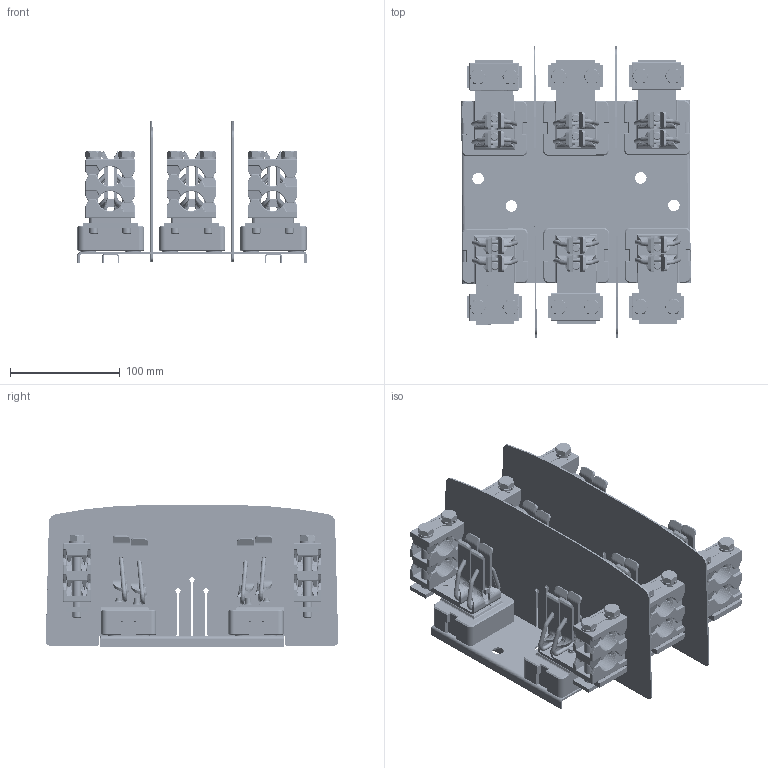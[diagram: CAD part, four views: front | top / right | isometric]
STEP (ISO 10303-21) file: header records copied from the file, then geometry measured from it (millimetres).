
FILE_DESCRIPTION((''),'2;1');
FILE_NAME('123_ASM','2023-10-24T10:27:53',('klemen.sitar'),('Audax d.o.o.'),'CREO PARAMETRIC BY PTC INC, 2021304','CREO PARAMETRIC BY PTC INC, 2021304','');
FILE_SCHEMA(('AP242_MANAGED_MODEL_BASED_3D_ENGINEERING_MIM_LF { 1 0 10303 442 1 1 4 }'));
Products named in the file (38): 0000039231_1_1; BARRIER_1_ASM_1_ASM; 0000032892_AF0_1_1_1_1_1_1_1_2; 0000032892_AF0_1_1_1_2_1_1_1__2; PRT0002_1_1_1_1_1_2; PRT0004; BASE_1_ASM_1_ASM; 0000038658_1_1_1_1_1_1_1_2; 0000038459_1_1_1_1; 0000038462_1_1_1_1; 0000038678_1_1_1_1; 0000032606_1_1_2_3_1_1_1; 70199_KLEMMENTEIL_GR3_1_1_1_1_1; 70219_DRUCKST_X2_00FC_X0_CK_G_2; 57401_KLEMMENUNTERTEIL_1_1_1_1_; 65732_SECHSKANTSCHRAUBE_M8X70_2; 66812_FEDERRING_DIN_127_A8_1__9; WLOGO_1_1_1_1_1; 2P3_TOP_ASM; TOP_1_ASM_1_AF0_ASM; 0000032606_1_1_2_3_1_1; 0000038459_1_1_1; 0000038462_1_1_1; 0000038678_1_1_1; 70199_KLEMMENTEIL_GR3_1_1_1_1; 70219_DRUCKST_X2_00FC_X0_CK_G_1; 57401_KLEMMENUNTERTEIL_1_1_1_1; 65732_SECHSKANTSCHRAUBE_M8X70_1; 66812_FEDERRING_DIN_127_A8_1__8; WLOGO_1_1_1_1; 2P3_BOT_ASM; BOT_1_ASM_1_ASM; COMBO_ASM_1_AF0_ASM; TOP_1_ASM_1_AF2_ASM; COMBO_ASM_1_AF2_ASM; TOP_1_ASM_1_AF1_ASM; COMBO_ASM_1_AF1_ASM; 123_ASM
Assembly tree (65 placements, depth 5):
  123_ASM
    BARRIER_1_ASM_1_ASM
      0000039231_1_1  x2
    BASE_1_ASM_1_ASM
      0000032892_AF0_1_1_1_1_1_1_1_2
      0000032892_AF0_1_1_1_2_1_1_1__2
      PRT0002_1_1_1_1_1_2
      PRT0004
    COMBO_ASM_1_AF0_ASM
      TOP_1_ASM_1_AF0_ASM
        0000038658_1_1_1_1_1_1_1_2
        0000038459_1_1_1_1
        0000038462_1_1_1_1
        0000038678_1_1_1_1  x2
        0000032606_1_1_2_3_1_1_1  x2
        2P3_TOP_ASM
          70199_KLEMMENTEIL_GR3_1_1_1_1_1
          70219_DRUCKST_X2_00FC_X0_CK_G_2
          57401_KLEMMENUNTERTEIL_1_1_1_1_
          65732_SECHSKANTSCHRAUBE_M8X70_2  x2
          66812_FEDERRING_DIN_127_A8_1__9  x2
          WLOGO_1_1_1_1_1
      BOT_1_ASM_1_ASM
        0000038658_1_1_1_1_1_1_1_2
        0000032606_1_1_2_3_1_1  x2
        0000038459_1_1_1
        0000038462_1_1_1
        0000038678_1_1_1  x2
        2P3_BOT_ASM
          70199_KLEMMENTEIL_GR3_1_1_1_1
          70219_DRUCKST_X2_00FC_X0_CK_G_1
          57401_KLEMMENUNTERTEIL_1_1_1_1
          65732_SECHSKANTSCHRAUBE_M8X70_1  x2
          66812_FEDERRING_DIN_127_A8_1__8  x2
          WLOGO_1_1_1_1
    COMBO_ASM_1_AF2_ASM
      TOP_1_ASM_1_AF2_ASM
        0000038658_1_1_1_1_1_1_1_2
        0000038459_1_1_1_1
        0000038462_1_1_1_1
        0000038678_1_1_1_1  x2
        0000032606_1_1_2_3_1_1_1  x2
        2P3_TOP_ASM
          70199_KLEMMENTEIL_GR3_1_1_1_1_1
          70219_DRUCKST_X2_00FC_X0_CK_G_2
          57401_KLEMMENUNTERTEIL_1_1_1_1_
          65732_SECHSKANTSCHRAUBE_M8X70_2  x2
          66812_FEDERRING_DIN_127_A8_1__9  x2
          WLOGO_1_1_1_1_1
      BOT_1_ASM_1_ASM
        0000038658_1_1_1_1_1_1_1_2
        0000032606_1_1_2_3_1_1  x2
        0000038459_1_1_1
        0000038462_1_1_1
        0000038678_1_1_1  x2
        2P3_BOT_ASM
          70199_KLEMMENTEIL_GR3_1_1_1_1
          70219_DRUCKST_X2_00FC_X0_CK_G_1
          57401_KLEMMENUNTERTEIL_1_1_1_1
          65732_SECHSKANTSCHRAUBE_M8X70_1  x2
Bounding box: 208.71 x 266.11 x 129 mm (x, y, z)
Volume: 975178.1 mm3; surface area: 561401.9 mm2
Topology: 98 solids, 134 shells, 9105 faces, 23019 edges, 13537 vertices
Faces by surface type: cylinder 3338, plane 3115, bspline 1380, cone 816, torus 372, sphere 84
Entity records: 171657 total; most frequent: CARTESIAN_POINT 78207, ORIENTED_EDGE 14242, DIRECTION 12624, PRESENTATION_STYLE_ASSIGNMENT 7314, STYLED_ITEM 7314, EDGE_CURVE 7137, CURVE_STYLE 7061, AXIS2_PLACEMENT_3D 4601
